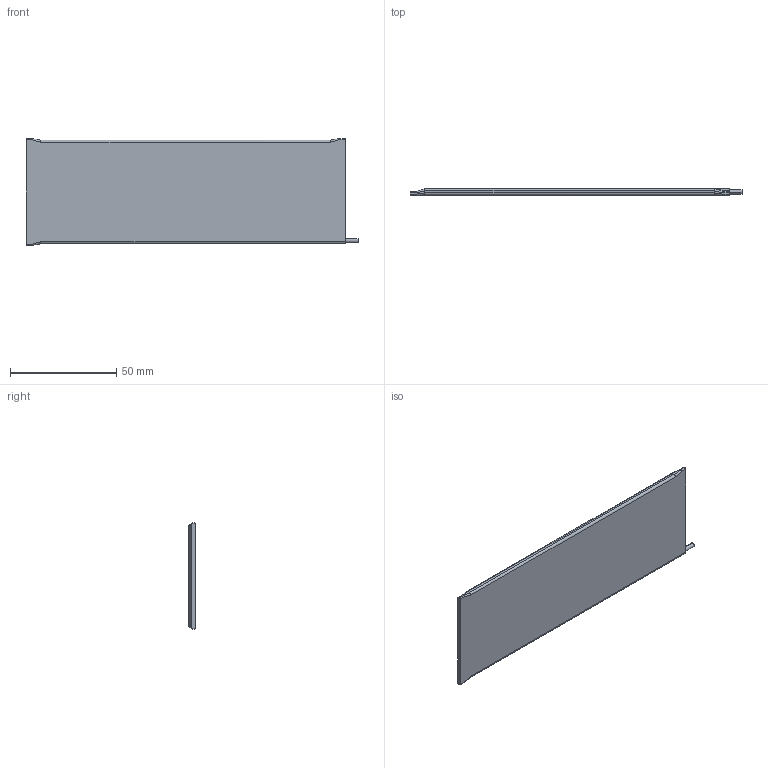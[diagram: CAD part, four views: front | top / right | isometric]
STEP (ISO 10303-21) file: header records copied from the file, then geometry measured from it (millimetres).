
FILE_DESCRIPTION (( 'STEP AP214' ), '1' );
FILE_NAME ('CELSIA_W50.0L150.0T3.0.STEP', '2025-11-14T10:33:05', ( '' ), ( '' ), 'SwSTEP 2.0', 'SolidWorks 2023', '' );
FILE_SCHEMA (( 'AUTOMOTIVE_DESIGN' ));
Length unit declared in the file: millimetre
Products named in the file (1): CELSIA_W50.0L150.0T3.0
Bounding box: 156 x 3 x 50 mm (x, y, z)
Volume: 21191 mm3; surface area: 15531.6 mm2
Topology: 1 solids, 1 shells, 266 faces, 687 edges, 452 vertices
Faces by surface type: plane 134, bspline 118, cylinder 14
Entity records: 14962 total; most frequent: CARTESIAN_POINT 9251, ORIENTED_EDGE 1374, DIRECTION 766, EDGE_CURVE 687, VERTEX_POINT 452, LINE 432, VECTOR 432, EDGE_LOOP 295
